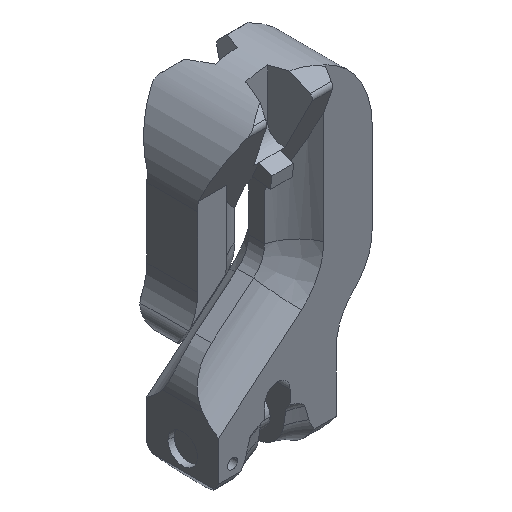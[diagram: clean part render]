
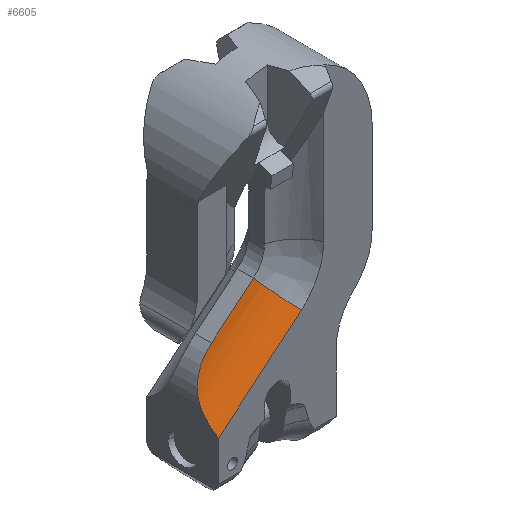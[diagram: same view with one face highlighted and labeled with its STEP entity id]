
A CAD part, isometric view. The second image highlights one B-rep face of the part: STEP entity #6605.
In plain terms, the highlighted cylindrical face has radius 43.958 mm (diameter 87.916 mm), a partial arc.
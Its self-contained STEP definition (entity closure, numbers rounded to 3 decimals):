
#1946=DIRECTION('',(-0.766,0.,-0.643));
#1947=VECTOR('',#1946,93.574);
#1948=CARTESIAN_POINT('',(20.682,-31.,85.289));
#1949=LINE('',#1948,#1947);
#1983=CARTESIAN_POINT('',(-5.108,-48.958,116.025));
#1984=DIRECTION('',(0.766,0.,0.643));
#1985=DIRECTION('',(0.587,0.409,-0.699));
#1986=AXIS2_PLACEMENT_3D('',#1983,#1984,#1985);
#1988=CARTESIAN_POINT('',(-51.,-31.,25.14));
#1989=CARTESIAN_POINT('',(-51.,-25.714,28.229));
#1990=CARTESIAN_POINT('',(-51.,-21.343,32.346));
#1991=CARTESIAN_POINT('',(-51.,-17.654,37.231));
#2016=CARTESIAN_POINT('',(-33.139,-6.966,
75.533));
#2017=CARTESIAN_POINT('',(-34.361,-6.966,
74.508));
#2018=CARTESIAN_POINT('',(-36.744,-7.013,
72.312));
#2019=CARTESIAN_POINT('',(-40.12,-7.249,
68.511));
#2020=CARTESIAN_POINT('',(-43.063,-7.681,
64.409));
#2021=CARTESIAN_POINT('',(-45.4,-8.296,
60.37));
#2022=CARTESIAN_POINT('',(-47.355,-9.143,
56.183));
#2023=CARTESIAN_POINT('',(-49.067,-10.464,
51.323));
#2024=CARTESIAN_POINT('',(-50.242,-12.29,
46.372));
#2025=CARTESIAN_POINT('',(-50.887,-14.686,
41.537));
#2026=CARTESIAN_POINT('',(-51.,-16.605,38.62));
#2027=CARTESIAN_POINT('',(-51.,-17.654,37.231));
#2046=DIRECTION('',(-0.766,0.,-0.643));
#2047=VECTOR('',#2046,47.5);
#2048=CARTESIAN_POINT('',(3.248,-6.966,106.066));
#2049=LINE('',#2048,#2047);
#4025=CARTESIAN_POINT('',(20.682,-31.,85.289));
#4027=VERTEX_POINT('',#4025);
#4028=CARTESIAN_POINT('',(-51.,-31.,25.14));
#4029=VERTEX_POINT('',#4028);
#4030=VERTEX_POINT('',#1991);
#4031=VERTEX_POINT('',#2016);
#4032=CARTESIAN_POINT('',(3.248,-6.966,106.066));
#4033=VERTEX_POINT('',#4032);
#6590=CARTESIAN_POINT('',(-5.108,-48.958,116.025));
#6591=DIRECTION('',(0.766,0.,0.643));
#6592=DIRECTION('',(-0.643,0.,0.766));
#6593=AXIS2_PLACEMENT_3D('',#6590,#6591,#6592);
#6594=CYLINDRICAL_SURFACE('',#6593,43.958);
#6595=ORIENTED_EDGE('',*,*,#6499,.T.);
#6597=ORIENTED_EDGE('',*,*,#6596,.T.);
#6599=ORIENTED_EDGE('',*,*,#6598,.F.);
#6601=ORIENTED_EDGE('',*,*,#6600,.F.);
#6602=ORIENTED_EDGE('',*,*,#6582,.F.);
#6603=EDGE_LOOP('',(#6595,#6597,#6599,#6601,#6602));
#6604=FACE_OUTER_BOUND('',#6603,.F.);
#6605=ADVANCED_FACE('',(#6604),#6594,.F.);
#1987=CIRCLE('',#1986,43.958);
#1992=B_SPLINE_CURVE_WITH_KNOTS('',3,(#1988,#1989,#1990,#1991),.UNSPECIFIED.,
.F.,.F.,(4,4),(0.,1.),.UNSPECIFIED.);
#2028=B_SPLINE_CURVE_WITH_KNOTS('',3,(#2016,#2017,#2018,#2019,#2020,#2021,#2022,
#2023,#2024,#2025,#2026,#2027),.UNSPECIFIED.,.F.,.F.,(4,1,1,1,1,1,1,1,1,4),
(0.,0.111,0.222,0.333,0.444,
0.556,0.667,0.778,0.889,1.),
.UNSPECIFIED.);
#6499=EDGE_CURVE('',#4027,#4029,#1949,.T.);
#6582=EDGE_CURVE('',#4027,#4033,#1987,.T.);
#6596=EDGE_CURVE('',#4029,#4030,#1992,.T.);
#6598=EDGE_CURVE('',#4031,#4030,#2028,.T.);
#6600=EDGE_CURVE('',#4033,#4031,#2049,.T.);
